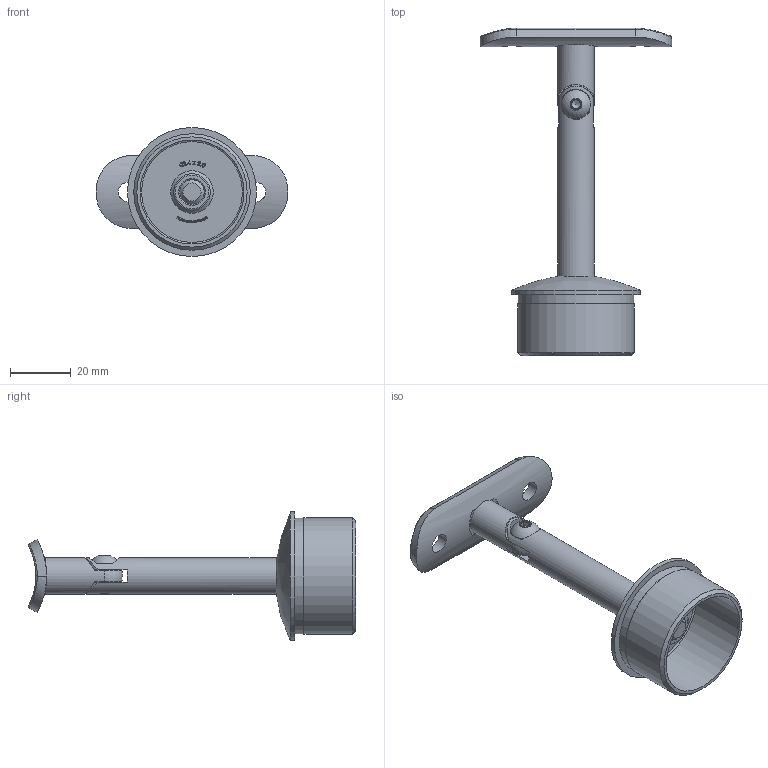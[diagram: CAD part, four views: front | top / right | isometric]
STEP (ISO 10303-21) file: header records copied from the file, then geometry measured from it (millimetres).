
FILE_DESCRIPTION (( 'STEP AP203' ), '1' );
FILE_NAME ('60702-240.step', '2021-11-26T09:50:17', ( '' ), ( '' ), 'SwSTEP 2.0', 'SolidWorks 2018', '' );
FILE_SCHEMA (( 'CONFIG_CONTROL_DESIGN' ));
Length unit declared in the file: millimetre
Products named in the file (16): 60182-240_60182-240; 50232-240-12 Teil2_50232-240-12 Teil2; 6027X-240; 50232-240-12 Teil1; 50232-240-12; DIN-7991_-_DIN7991 M6x16; 60702-240; 50232-240-12 Teil3_M5x10; 50232-240-12_50232-240-12; 50232-240-12 Teil3; 50232-240-12 Teil2; DIN-7991_-_DIN7991 M6x16_DIN7991 M6x12; 50232-240-12 Teil1_50232-240-12 Teil1; 6027X-240_60273-240-M8; 60182-240
Assembly tree (10 placements, depth 3):
  6027X-240
  60702-240
    DIN-7991_-_DIN7991 M6x16
    50232-240-12
      50232-240-12 Teil1
  50232-240-12 Teil3
  50232-240-12 Teil2
  60182-240
Bounding box: 63 x 107.66 x 42.4 mm (x, y, z)
Volume: 23530.7 mm3; surface area: 16487.3 mm2
Topology: 6 solids, 6 shells, 421 faces, 1054 edges, 691 vertices
Faces by surface type: plane 230, bspline 122, cylinder 38, cone 22, torus 6, sphere 3
Full cylindrical faces by diameter (mm): 4.019 x1, 4.2 x1, 5 x1, 5.5 x2, 6 x2, 6.5 x2, 6.8 x1, 8 x2, 9.5 x1, 12 x4, 12.5 x1, 34.2 x1, 37.9 x1, 38.3 x1, 42.4 x1
Entity records: 22066 total; most frequent: CARTESIAN_POINT 11519, ORIENTED_EDGE 1990, DIRECTION 1440, EDGE_CURVE 995, VERTEX_POINT 675, VECTOR 640, LINE 640, EDGE_LOOP 524
